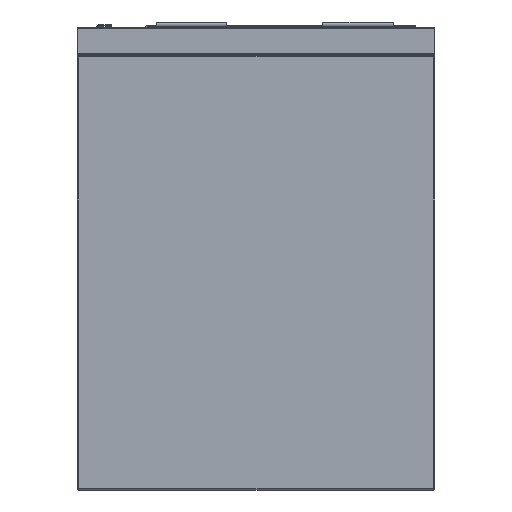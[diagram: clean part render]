
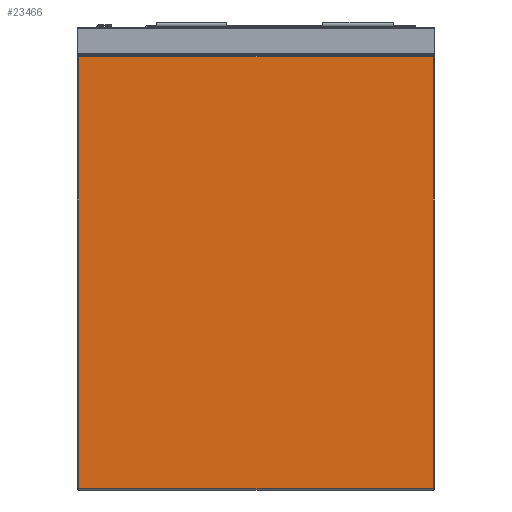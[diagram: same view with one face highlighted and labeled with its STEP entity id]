
A CAD part, left-side view. The second image highlights one B-rep face of the part: STEP entity #23466.
In plain terms, the highlighted planar face has unit normal (-1, 0, 0).
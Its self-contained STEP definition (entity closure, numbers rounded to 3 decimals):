
#105 = LINE ( 'NONE', #24800, #4058 ) ;
#246 = DIRECTION ( 'NONE',  ( 0., 0., 1. ) ) ;
#2007 = ORIENTED_EDGE ( 'NONE', *, *, #20775, .T. ) ;
#2035 = DIRECTION ( 'NONE',  ( -1., 0., 0. ) ) ;
#2162 = ORIENTED_EDGE ( 'NONE', *, *, #31458, .T. ) ;
#2250 = EDGE_CURVE ( 'NONE', #9908, #25411, #17788, .T. ) ;
#4058 = VECTOR ( 'NONE', #29810, 1000. ) ;
#4657 = DIRECTION ( 'NONE',  ( 0., -1., 0. ) ) ;
#5685 = CARTESIAN_POINT ( 'NONE',  ( -260., 253., -658. ) ) ;
#6275 = CARTESIAN_POINT ( 'NONE',  ( -260., -253., -658. ) ) ;
#8227 = ORIENTED_EDGE ( 'NONE', *, *, #11663, .T. ) ;
#9908 = VERTEX_POINT ( 'NONE', #6275 ) ;
#10389 = ORIENTED_EDGE ( 'NONE', *, *, #2250, .T. ) ;
#11260 = LINE ( 'NONE', #15650, #23274 ) ;
#11663 = EDGE_CURVE ( 'NONE', #25411, #19489, #11260, .T. ) ;
#14070 = PLANE ( 'NONE',  #18817 ) ;
#15650 = CARTESIAN_POINT ( 'NONE',  ( -260., 255., -42. ) ) ;
#15899 = EDGE_LOOP ( 'NONE', ( #10389, #8227, #2162, #2007 ) ) ;
#17788 = LINE ( 'NONE', #27834, #29631 ) ;
#18817 = AXIS2_PLACEMENT_3D ( 'NONE', #29134, #2035, #28982 ) ;
#19489 = VERTEX_POINT ( 'NONE', #29353 ) ;
#20775 = EDGE_CURVE ( 'NONE', #30533, #9908, #29664, .T. ) ;
#21544 = FACE_OUTER_BOUND ( 'NONE', #15899, .T. ) ;
#23274 = VECTOR ( 'NONE', #25537, 1000. ) ;
#23466 = ADVANCED_FACE ( 'Fl�che7', ( #21544 ), #14070, .T. ) ;
#24800 = CARTESIAN_POINT ( 'NONE',  ( -260., 253., -660. ) ) ;
#25039 = CARTESIAN_POINT ( 'NONE',  ( -260., -253., -42. ) ) ;
#25411 = VERTEX_POINT ( 'NONE', #25039 ) ;
#25537 = DIRECTION ( 'NONE',  ( 0., 1., 0. ) ) ;
#25822 = VECTOR ( 'NONE', #4657, 1000. ) ;
#27834 = CARTESIAN_POINT ( 'NONE',  ( -260., -253., -660. ) ) ;
#28982 = DIRECTION ( 'NONE',  ( 0., 0., 1. ) ) ;
#29134 = CARTESIAN_POINT ( 'NONE',  ( -260., -255., -660. ) ) ;
#29353 = CARTESIAN_POINT ( 'NONE',  ( -260., 253., -42. ) ) ;
#29363 = CARTESIAN_POINT ( 'NONE',  ( -260., -255., -658. ) ) ;
#29631 = VECTOR ( 'NONE', #246, 1000. ) ;
#29664 = LINE ( 'NONE', #29363, #25822 ) ;
#29810 = DIRECTION ( 'NONE',  ( 0., 0., -1. ) ) ;
#30533 = VERTEX_POINT ( 'NONE', #5685 ) ;
#31458 = EDGE_CURVE ( 'NONE', #19489, #30533, #105, .T. ) ;
